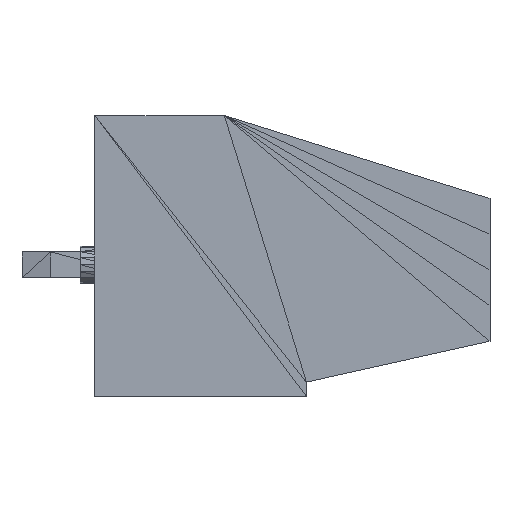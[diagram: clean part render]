
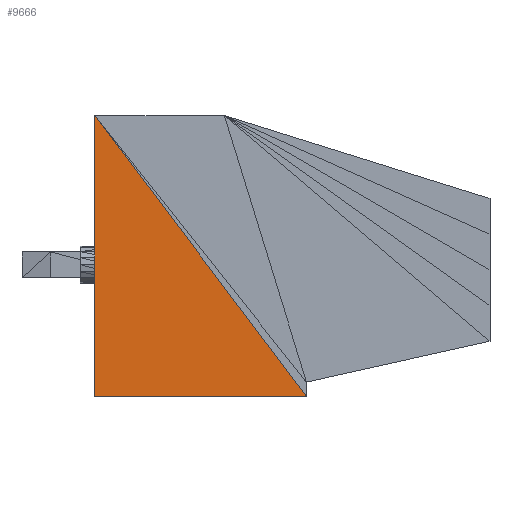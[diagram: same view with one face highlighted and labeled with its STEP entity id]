
A CAD part, left-side view. The second image highlights one B-rep face of the part: STEP entity #9666.
In plain terms, the highlighted planar face has unit normal (-1, 0, 0).
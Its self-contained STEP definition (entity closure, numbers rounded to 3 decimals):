
#7244 = VERTEX_POINT('',#7245);
#7245 = CARTESIAN_POINT('',(-1.969,-2.91,
    -1.81));
#7507 = EDGE_CURVE('',#7244,#7508,#7510,.T.);
#7508 = VERTEX_POINT('',#7509);
#7509 = CARTESIAN_POINT('',(-1.969,0.,-1.81));
#7510 = LINE('',#7511,#7512);
#7511 = CARTESIAN_POINT('',(-1.969,-2.91,
    -1.81));
#7512 = VECTOR('',#7513,1.);
#7513 = DIRECTION('',(0.,1.,0.));
#7589 = VERTEX_POINT('',#7590);
#7590 = CARTESIAN_POINT('',(-1.969,0.,2.05));
#7631 = EDGE_CURVE('',#7508,#7589,#7632,.T.);
#7632 = LINE('',#7633,#7634);
#7633 = CARTESIAN_POINT('',(-1.969,0.,-1.81));
#7634 = VECTOR('',#7635,1.);
#7635 = DIRECTION('',(0.,0.,1.));
#9656 = EDGE_CURVE('',#7589,#7244,#9657,.T.);
#9657 = LINE('',#9658,#9659);
#9658 = CARTESIAN_POINT('',(-1.969,0.,2.05));
#9659 = VECTOR('',#9660,1.);
#9660 = DIRECTION('',(0.,-0.602,-0.799));
#9666 = ADVANCED_FACE('',(#9667),#9672,.T.);
#9667 = FACE_BOUND('',#9668,.T.);
#9668 = EDGE_LOOP('',(#9669,#9670,#9671));
#9669 = ORIENTED_EDGE('',*,*,#7507,.F.);
#9670 = ORIENTED_EDGE('',*,*,#9656,.F.);
#9671 = ORIENTED_EDGE('',*,*,#7631,.F.);
#9672 = PLANE('',#9673);
#9673 = AXIS2_PLACEMENT_3D('',#9674,#9675,#9676);
#9674 = CARTESIAN_POINT('',(-1.969,-0.971,
    -0.364));
#9675 = DIRECTION('',(-1.,0.,0.));
#9676 = DIRECTION('',(0.,-1.,0.));
